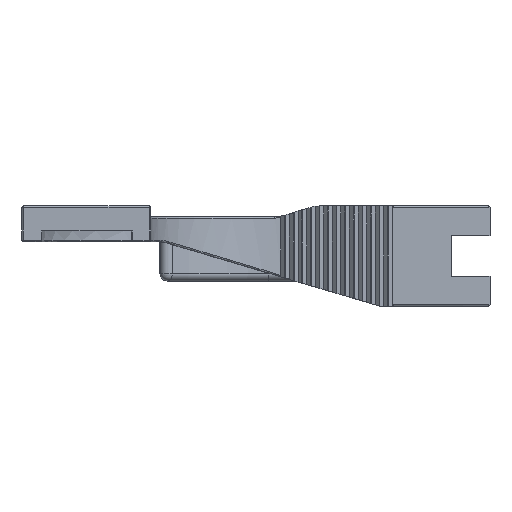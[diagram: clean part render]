
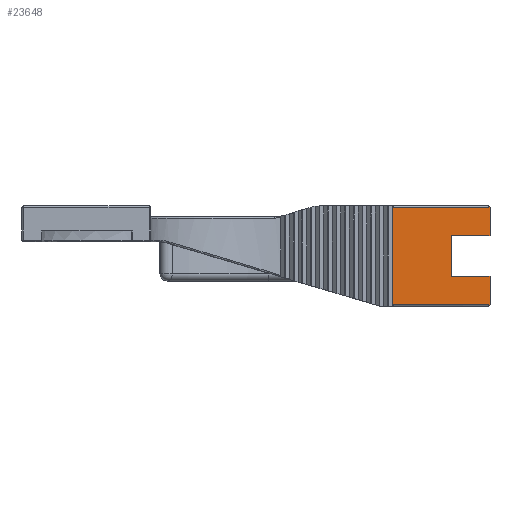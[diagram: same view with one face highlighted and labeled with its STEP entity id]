
A CAD part, left-side view. The second image highlights one B-rep face of the part: STEP entity #23648.
In plain terms, the highlighted planar face has unit normal (-1, -0.018, 0).
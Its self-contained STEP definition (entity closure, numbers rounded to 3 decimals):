
#2703=DIRECTION('',(0.,0.,1.));
#2704=VECTOR('',#2703,13.6);
#2705=CARTESIAN_POINT('',(-28.661,13.651,-6.8));
#2706=LINE('',#2705,#2704);
#2707=DIRECTION('',(-0.018,1.,0.));
#2708=VECTOR('',#2707,5.4);
#2709=CARTESIAN_POINT('',(-28.409,0.,2.825));
#2710=LINE('',#2709,#2708);
#2711=DIRECTION('',(0.,0.,1.));
#2712=VECTOR('',#2711,5.65);
#2713=CARTESIAN_POINT('',(-28.509,5.399,-2.825));
#2714=LINE('',#2713,#2712);
#2715=DIRECTION('',(-0.018,1.,0.));
#2716=VECTOR('',#2715,5.4);
#2717=CARTESIAN_POINT('',(-28.409,0.,-2.825));
#2718=LINE('',#2717,#2716);
#2719=DIRECTION('',(-0.018,1.,0.));
#2720=VECTOR('',#2719,13.654);
#2721=CARTESIAN_POINT('',(-28.409,0.,-6.8));
#2722=LINE('',#2721,#2720);
#2756=DIRECTION('',(0.,0.,1.));
#2757=VECTOR('',#2756,3.975);
#2758=CARTESIAN_POINT('',(-28.409,0.,-6.8));
#2759=LINE('',#2758,#2757);
#2764=DIRECTION('',(0.,0.,1.));
#2765=VECTOR('',#2764,3.975);
#2766=CARTESIAN_POINT('',(-28.409,0.,2.825));
#2767=LINE('',#2766,#2765);
#3023=DIRECTION('',(0.018,-1.,0.));
#3024=VECTOR('',#3023,13.654);
#3025=CARTESIAN_POINT('',(-28.661,13.651,6.8));
#3026=LINE('',#3025,#3024);
#15002=CARTESIAN_POINT('',(-28.409,0.,2.825));
#15003=CARTESIAN_POINT('',(-28.509,5.399,2.825));
#15004=VERTEX_POINT('',#15002);
#15005=VERTEX_POINT('',#15003);
#15006=CARTESIAN_POINT('',(-28.409,0.,-2.825));
#15007=CARTESIAN_POINT('',(-28.509,5.399,-2.825));
#15008=VERTEX_POINT('',#15006);
#15009=VERTEX_POINT('',#15007);
#15814=CARTESIAN_POINT('',(-28.409,0.,-6.8));
#15815=CARTESIAN_POINT('',(-28.661,13.651,-6.8));
#15816=VERTEX_POINT('',#15814);
#15817=VERTEX_POINT('',#15815);
#15936=CARTESIAN_POINT('',(-28.661,13.651,6.8));
#15937=CARTESIAN_POINT('',(-28.409,0.,6.8));
#15938=VERTEX_POINT('',#15936);
#15939=VERTEX_POINT('',#15937);
#23626=CARTESIAN_POINT('',(-28.75,18.451,-7.));
#23627=DIRECTION('',(-1.,-0.018,0.));
#23628=DIRECTION('',(0.018,-1.,0.));
#23629=AXIS2_PLACEMENT_3D('',#23626,#23627,#23628);
#23630=PLANE('',#23629);
#23632=ORIENTED_EDGE('',*,*,#23631,.T.);
#23634=ORIENTED_EDGE('',*,*,#23633,.T.);
#23636=ORIENTED_EDGE('',*,*,#23635,.T.);
#23638=ORIENTED_EDGE('',*,*,#23637,.F.);
#23640=ORIENTED_EDGE('',*,*,#23639,.T.);
#23642=ORIENTED_EDGE('',*,*,#23641,.F.);
#23643=ORIENTED_EDGE('',*,*,#23587,.F.);
#23645=ORIENTED_EDGE('',*,*,#23644,.F.);
#23646=EDGE_LOOP('',(#23632,#23634,#23636,#23638,#23640,#23642,#23643,#23645));
#23647=FACE_OUTER_BOUND('',#23646,.F.);
#23648=ADVANCED_FACE('',(#23647),#23630,.T.);
#23587=EDGE_CURVE('',#15008,#15009,#2718,.T.);
#23631=EDGE_CURVE('',#15816,#15817,#2722,.T.);
#23633=EDGE_CURVE('',#15817,#15938,#2706,.T.);
#23635=EDGE_CURVE('',#15938,#15939,#3026,.T.);
#23637=EDGE_CURVE('',#15004,#15939,#2767,.T.);
#23639=EDGE_CURVE('',#15004,#15005,#2710,.T.);
#23641=EDGE_CURVE('',#15009,#15005,#2714,.T.);
#23644=EDGE_CURVE('',#15816,#15008,#2759,.T.);
